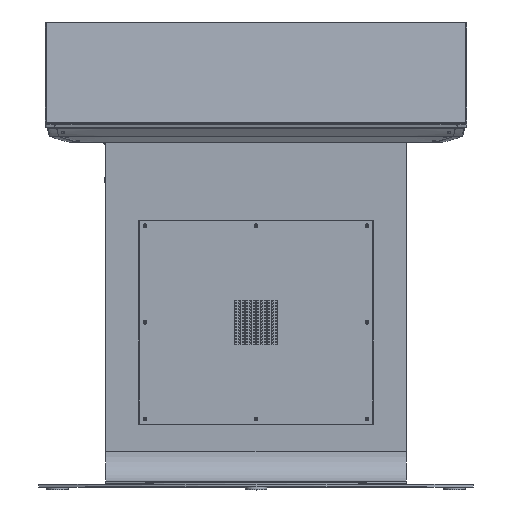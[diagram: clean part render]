
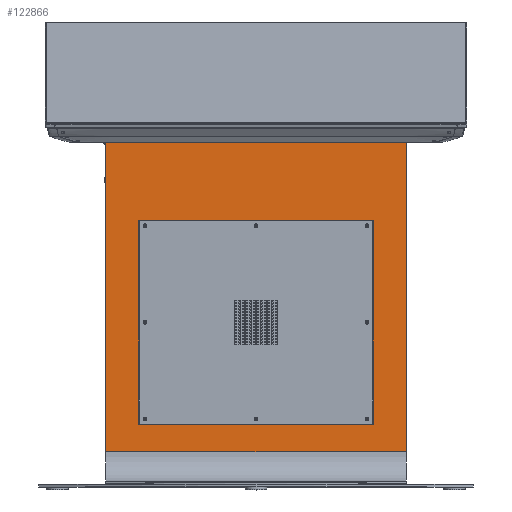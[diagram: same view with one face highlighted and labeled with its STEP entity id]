
A CAD part, top view. The second image highlights one B-rep face of the part: STEP entity #122866.
In plain terms, the highlighted face is planar.
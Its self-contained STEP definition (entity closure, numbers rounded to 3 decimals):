
#1388 = ORIENTED_EDGE ( 'NONE', *, *, #2348, .T. ) ;
#2348 = EDGE_CURVE ( 'NONE', #2587, #90093, #205314, .T. ) ;
#2587 = VERTEX_POINT ( 'NONE', #31960 ) ;
#5107 = LINE ( 'NONE', #38610, #85599 ) ;
#5274 = EDGE_CURVE ( 'NONE', #38137, #62677, #157909, .T. ) ;
#6136 = ORIENTED_EDGE ( 'NONE', *, *, #141045, .F. ) ;
#10496 = DIRECTION ( 'NONE',  ( 0., 0., 1. ) ) ;
#11353 = EDGE_CURVE ( 'NONE', #62677, #136742, #85929, .T. ) ;
#11973 = CARTESIAN_POINT ( 'NONE',  ( 4.082, 5.473, 11.453 ) ) ;
#26073 = CARTESIAN_POINT ( 'NONE',  ( 4.082, 33.483, -13.453 ) ) ;
#31960 = CARTESIAN_POINT ( 'NONE',  ( 4.082, 33.483, -13.453 ) ) ;
#37521 = VERTEX_POINT ( 'NONE', #144899 ) ;
#38137 = VERTEX_POINT ( 'NONE', #207841 ) ;
#38610 = CARTESIAN_POINT ( 'NONE',  ( 4.082, 2.938, -13.453 ) ) ;
#39895 = CARTESIAN_POINT ( 'NONE',  ( 4.082, 2.938, -13.453 ) ) ;
#41856 = VECTOR ( 'NONE', #179320, 39.37 ) ;
#45998 = VECTOR ( 'NONE', #10496, 39.37 ) ;
#46012 = ORIENTED_EDGE ( 'NONE', *, *, #117525, .F. ) ;
#53130 = VERTEX_POINT ( 'NONE', #183384 ) ;
#55941 = CARTESIAN_POINT ( 'NONE',  ( 4.082, 33.483, 14.547 ) ) ;
#60038 = DIRECTION ( 'NONE',  ( 0., 1., 0. ) ) ;
#62677 = VERTEX_POINT ( 'NONE', #11973 ) ;
#63351 = EDGE_CURVE ( 'NONE', #53130, #103116, #174827, .T. ) ;
#65798 = VECTOR ( 'NONE', #140865, 39.37 ) ;
#65812 = EDGE_CURVE ( 'NONE', #53130, #2587, #5107, .T. ) ;
#66740 = CARTESIAN_POINT ( 'NONE',  ( 4.082, 24.473, 11.453 ) ) ;
#80056 = VECTOR ( 'NONE', #208981, 39.37 ) ;
#80434 = EDGE_LOOP ( 'NONE', ( #6136, #191280, #110965, #46012 ) ) ;
#85599 = VECTOR ( 'NONE', #223779, 39.37 ) ;
#85929 = LINE ( 'NONE', #176733, #65798 ) ;
#87481 = ORIENTED_EDGE ( 'NONE', *, *, #63351, .F. ) ;
#90093 = VERTEX_POINT ( 'NONE', #55941 ) ;
#91314 = DIRECTION ( 'NONE',  ( 1., 0., 0. ) ) ;
#93694 = PLANE ( 'NONE',  #108153 ) ;
#103116 = VERTEX_POINT ( 'NONE', #171588 ) ;
#108153 = AXIS2_PLACEMENT_3D ( 'NONE', #39895, #91314, #182118 ) ;
#110965 = ORIENTED_EDGE ( 'NONE', *, *, #5274, .F. ) ;
#117525 = EDGE_CURVE ( 'NONE', #37521, #38137, #211339, .T. ) ;
#121061 = CARTESIAN_POINT ( 'NONE',  ( 4.082, 2.938, -13.453 ) ) ;
#122866 = ADVANCED_FACE ( 'NONE', ( #200036, #203572 ), #93694, .T. ) ;
#136742 = VERTEX_POINT ( 'NONE', #223765 ) ;
#140865 = DIRECTION ( 'NONE',  ( 0., 0., -1. ) ) ;
#141045 = EDGE_CURVE ( 'NONE', #136742, #37521, #218029, .T. ) ;
#141285 = VECTOR ( 'NONE', #232450, 39.37 ) ;
#143481 = CARTESIAN_POINT ( 'NONE',  ( 4.082, 5.473, 11.453 ) ) ;
#144899 = CARTESIAN_POINT ( 'NONE',  ( 4.082, 24.473, -10.36 ) ) ;
#154563 = EDGE_CURVE ( 'NONE', #103116, #90093, #168807, .T. ) ;
#157909 = LINE ( 'NONE', #143481, #41856 ) ;
#168807 = LINE ( 'NONE', #223758, #191841 ) ;
#171588 = CARTESIAN_POINT ( 'NONE',  ( 4.082, 2.938, 14.547 ) ) ;
#174827 = LINE ( 'NONE', #121061, #176689 ) ;
#176689 = VECTOR ( 'NONE', #211852, 39.37 ) ;
#176733 = CARTESIAN_POINT ( 'NONE',  ( 4.082, 5.473, 11.453 ) ) ;
#179320 = DIRECTION ( 'NONE',  ( 0., -1., 0. ) ) ;
#181365 = ORIENTED_EDGE ( 'NONE', *, *, #154563, .F. ) ;
#182118 = DIRECTION ( 'NONE',  ( 0., 0., -1. ) ) ;
#183384 = CARTESIAN_POINT ( 'NONE',  ( 4.082, 2.938, -13.453 ) ) ;
#191280 = ORIENTED_EDGE ( 'NONE', *, *, #11353, .F. ) ;
#191841 = VECTOR ( 'NONE', #60038, 39.37 ) ;
#200036 = FACE_BOUND ( 'NONE', #80434, .T. ) ;
#203572 = FACE_OUTER_BOUND ( 'NONE', #217296, .T. ) ;
#205314 = LINE ( 'NONE', #26073, #45998 ) ;
#207841 = CARTESIAN_POINT ( 'NONE',  ( 4.082, 24.473, 11.453 ) ) ;
#208981 = DIRECTION ( 'NONE',  ( 0., 0., 1. ) ) ;
#211339 = LINE ( 'NONE', #66740, #80056 ) ;
#211852 = DIRECTION ( 'NONE',  ( 0., 0., 1. ) ) ;
#217296 = EDGE_LOOP ( 'NONE', ( #181365, #87481, #225739, #1388 ) ) ;
#218029 = LINE ( 'NONE', #235954, #141285 ) ;
#223758 = CARTESIAN_POINT ( 'NONE',  ( 4.082, 2.938, 14.547 ) ) ;
#223765 = CARTESIAN_POINT ( 'NONE',  ( 4.082, 5.473, -10.36 ) ) ;
#223779 = DIRECTION ( 'NONE',  ( 0., 1., 0. ) ) ;
#225739 = ORIENTED_EDGE ( 'NONE', *, *, #65812, .T. ) ;
#232450 = DIRECTION ( 'NONE',  ( 0., 1., 0. ) ) ;
#235954 = CARTESIAN_POINT ( 'NONE',  ( 4.082, 5.473, -10.36 ) ) ;
